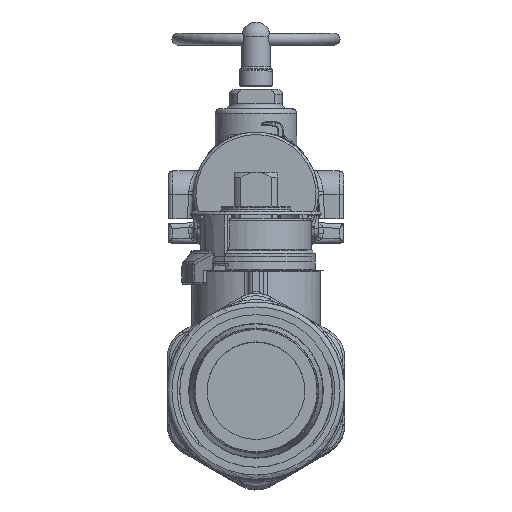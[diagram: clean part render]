
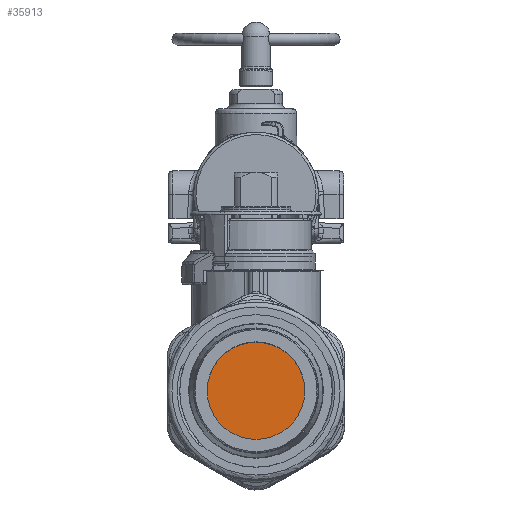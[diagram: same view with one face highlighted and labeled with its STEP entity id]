
A CAD part, top view. The second image highlights one B-rep face of the part: STEP entity #35913.
In plain terms, the highlighted planar face has unit normal (0, 0, 1).
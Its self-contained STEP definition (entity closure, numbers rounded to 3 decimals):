
#916=PLANE('',#39010);
#3660=FACE_OUTER_BOUND('',#6048,.T.);
#6048=EDGE_LOOP('',(#27545));
#10157=CIRCLE('',#39011,14.55);
#15514=VERTEX_POINT('',#96971);
#19802=EDGE_CURVE('',#15514,#15514,#10157,.T.);
#27545=ORIENTED_EDGE('',*,*,#19802,.F.);
#35913=ADVANCED_FACE('',(#3660),#916,.F.);
#39010=AXIS2_PLACEMENT_3D('',#96970,#44428,#44429);
#39011=AXIS2_PLACEMENT_3D('',#96972,#44430,#44431);
#44428=DIRECTION('center_axis',(0.,0.,-1.));
#44429=DIRECTION('ref_axis',(1.,0.,0.));
#44430=DIRECTION('center_axis',(0.,0.,-1.));
#44431=DIRECTION('ref_axis',(1.,0.,0.));
#96970=CARTESIAN_POINT('Origin',(0.,12.25,144.));
#96971=CARTESIAN_POINT('',(-6.976,-12.769,144.));
#96972=CARTESIAN_POINT('Origin',(0.,0.,144.));
